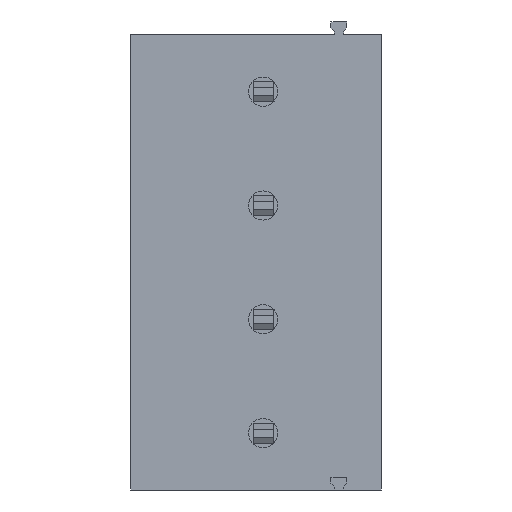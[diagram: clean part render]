
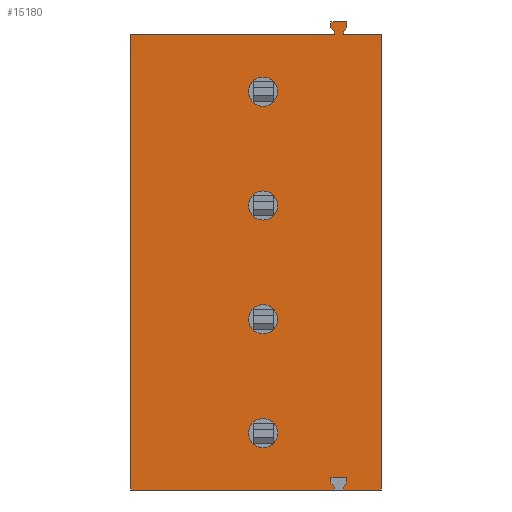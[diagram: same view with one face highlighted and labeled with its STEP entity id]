
A CAD part, front view. The second image highlights one B-rep face of the part: STEP entity #15180.
In plain terms, the highlighted planar face has unit normal (0, -1, 0).
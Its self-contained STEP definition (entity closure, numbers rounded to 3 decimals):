
#7220=CARTESIAN_POINT('',(-34.497,75.486,-2.46));
#7230=VERTEX_POINT('',#7220);
#7260=CARTESIAN_POINT('',(-79.995,75.486,-2.46));
#7270=DIRECTION('',(1.,0.,0.));
#7280=VECTOR('',#7270,1.);
#7290=LINE('',#7260,#7280);
#7300=CARTESIAN_POINT('',(-36.19,75.486,-2.46));
#7310=VERTEX_POINT('',#7300);
#7320=EDGE_CURVE('',#7310,#7230,#7290,.T.);
#7450=CARTESIAN_POINT('',(-36.604,75.486,-2.46));
#7460=VERTEX_POINT('',#7450);
#7490=CARTESIAN_POINT('',(-45.697,75.486,-2.46));
#7500=VERTEX_POINT('',#7490);
#7510=EDGE_CURVE('',#7500,#7460,#7290,.T.);
#10990=CARTESIAN_POINT('',(-34.497,75.486,-22.78));
#11000=VERTEX_POINT('',#10990);
#11050=CARTESIAN_POINT('',(-34.497,75.486,-10.));
#11060=DIRECTION('',(0.,0.,1.));
#11070=VECTOR('',#11060,1.);
#11080=LINE('',#11050,#11070);
#11090=EDGE_CURVE('',#11000,#7230,#11080,.T.);
#13200=CARTESIAN_POINT('',(-42.954,75.486,
-7.106));
#13210=DIRECTION('',(-0.,-1.,0.));
#13220=DIRECTION('',(-1.,0.,0.));
#13230=AXIS2_PLACEMENT_3D('',#13200,#13210,#13220);
#13240=PLANE('',#13230);
#13250=CARTESIAN_POINT('',(-39.781,75.486,-5.));
#13260=DIRECTION('',(-0.,-1.,0.));
#13270=DIRECTION('',(-1.,0.,0.));
#13280=AXIS2_PLACEMENT_3D('',#13250,#13260,#13270);
#13290=CIRCLE('',#13280,0.65);
#13300=CARTESIAN_POINT('',(-39.131,75.486,-5.));
#13310=VERTEX_POINT('',#13300);
#13320=CARTESIAN_POINT('',(-40.431,75.486,-5.));
#13330=VERTEX_POINT('',#13320);
#13340=EDGE_CURVE('',#13310,#13330,#13290,.T.);
#13350=ORIENTED_EDGE('',*,*,#13340,.F.);
#13360=EDGE_CURVE('',#13330,#13310,#13290,.T.);
#13370=ORIENTED_EDGE('',*,*,#13360,.F.);
#13380=EDGE_LOOP('',(#13370,#13350));
#13390=FACE_BOUND('',#13380,.T.);
#13400=CARTESIAN_POINT('',(-79.995,75.486,-22.78));
#13410=DIRECTION('',(1.,0.,0.));
#13420=VECTOR('',#13410,1.);
#13430=LINE('',#13400,#13420);
#13440=CARTESIAN_POINT('',(-36.19,75.486,-22.78));
#13450=VERTEX_POINT('',#13440);
#13460=EDGE_CURVE('',#13450,#11000,#13430,.T.);
#13470=ORIENTED_EDGE('',*,*,#13460,.T.);
#13480=CARTESIAN_POINT('',(-36.19,75.486,-20.24));
#13490=DIRECTION('',(0.,0.,1.));
#13500=VECTOR('',#13490,1.);
#13510=LINE('',#13480,#13500);
#13520=CARTESIAN_POINT('',(-36.19,75.486,
-22.651));
#13530=VERTEX_POINT('',#13520);
#13540=EDGE_CURVE('',#13450,#13530,#13510,.T.);
#13550=ORIENTED_EDGE('',*,*,#13540,.F.);
#13560=CARTESIAN_POINT('',(-34.163,75.486,-20.24));
#13570=DIRECTION('',(0.644,0.,0.765));
#13580=VECTOR('',#13570,1.);
#13590=LINE('',#13560,#13580);
#13600=CARTESIAN_POINT('',(-36.04,75.486,
-22.473));
#13610=VERTEX_POINT('',#13600);
#13620=EDGE_CURVE('',#13530,#13610,#13590,.T.);
#13630=ORIENTED_EDGE('',*,*,#13620,.F.);
#13640=CARTESIAN_POINT('',(-36.04,75.486,-20.24));
#13650=DIRECTION('',(0.,0.,1.));
#13660=VECTOR('',#13650,1.);
#13670=LINE('',#13640,#13660);
#13680=CARTESIAN_POINT('',(-36.04,75.486,
-22.21));
#13690=VERTEX_POINT('',#13680);
#13700=EDGE_CURVE('',#13610,#13690,#13670,.T.);
#13710=ORIENTED_EDGE('',*,*,#13700,.F.);
#13720=CARTESIAN_POINT('',(-79.995,75.486,
-22.21));
#13730=DIRECTION('',(-1.,0.,0.));
#13740=VECTOR('',#13730,1.);
#13750=LINE('',#13720,#13740);
#13760=CARTESIAN_POINT('',(-36.754,75.486,
-22.21));
#13770=VERTEX_POINT('',#13760);
#13780=EDGE_CURVE('',#13690,#13770,#13750,.T.);
#13790=ORIENTED_EDGE('',*,*,#13780,.F.);
#13800=CARTESIAN_POINT('',(-36.754,75.486,-20.24));
#13810=DIRECTION('',(0.,0.,-1.));
#13820=VECTOR('',#13810,1.);
#13830=LINE('',#13800,#13820);
#13840=CARTESIAN_POINT('',(-36.754,75.486,
-22.473));
#13850=VERTEX_POINT('',#13840);
#13860=EDGE_CURVE('',#13770,#13850,#13830,.T.);
#13870=ORIENTED_EDGE('',*,*,#13860,.F.);
#13880=CARTESIAN_POINT('',(-38.632,75.486,-20.24));
#13890=DIRECTION('',(0.644,0.,-0.765));
#13900=VECTOR('',#13890,1.);
#13910=LINE('',#13880,#13900);
#13920=CARTESIAN_POINT('',(-36.604,75.486,
-22.651));
#13930=VERTEX_POINT('',#13920);
#13940=EDGE_CURVE('',#13850,#13930,#13910,.T.);
#13950=ORIENTED_EDGE('',*,*,#13940,.F.);
#13960=CARTESIAN_POINT('',(-36.604,75.486,-20.24));
#13970=DIRECTION('',(0.,0.,-1.));
#13980=VECTOR('',#13970,1.);
#13990=LINE('',#13960,#13980);
#14000=CARTESIAN_POINT('',(-36.604,75.486,-22.78));
#14010=VERTEX_POINT('',#14000);
#14020=EDGE_CURVE('',#13930,#14010,#13990,.T.);
#14030=ORIENTED_EDGE('',*,*,#14020,.F.);
#14040=CARTESIAN_POINT('',(-45.697,75.486,-22.78));
#14050=VERTEX_POINT('',#14040);
#14060=EDGE_CURVE('',#14050,#14010,#13430,.T.);
#14070=ORIENTED_EDGE('',*,*,#14060,.T.);
#14080=CARTESIAN_POINT('',(-45.697,75.486,-10.));
#14090=DIRECTION('',(0.,0.,-1.));
#14100=VECTOR('',#14090,1.);
#14110=LINE('',#14080,#14100);
#14120=EDGE_CURVE('',#7500,#14050,#14110,.T.);
#14130=ORIENTED_EDGE('',*,*,#14120,.T.);
#14140=ORIENTED_EDGE('',*,*,#7510,.F.);
#14150=CARTESIAN_POINT('',(-36.604,75.486,-10.));
#14160=DIRECTION('',(0.,0.,-1.));
#14170=VECTOR('',#14160,1.);
#14180=LINE('',#14150,#14170);
#14190=CARTESIAN_POINT('',(-36.604,75.486,
-2.331));
#14200=VERTEX_POINT('',#14190);
#14210=EDGE_CURVE('',#14200,#7460,#14180,.T.);
#14220=ORIENTED_EDGE('',*,*,#14210,.T.);
#14230=CARTESIAN_POINT('',(-30.156,75.486,-10.));
#14240=DIRECTION('',(0.644,0.,-0.765));
#14250=VECTOR('',#14240,1.);
#14260=LINE('',#14230,#14250);
#14270=CARTESIAN_POINT('',(-36.754,75.486,
-2.153));
#14280=VERTEX_POINT('',#14270);
#14290=EDGE_CURVE('',#14280,#14200,#14260,.T.);
#14300=ORIENTED_EDGE('',*,*,#14290,.T.);
#14310=CARTESIAN_POINT('',(-36.754,75.486,-10.));
#14320=DIRECTION('',(0.,0.,-1.));
#14330=VECTOR('',#14320,1.);
#14340=LINE('',#14310,#14330);
#14350=CARTESIAN_POINT('',(-36.754,75.486,
-1.89));
#14360=VERTEX_POINT('',#14350);
#14370=EDGE_CURVE('',#14360,#14280,#14340,.T.);
#14380=ORIENTED_EDGE('',*,*,#14370,.T.);
#14390=CARTESIAN_POINT('',(-79.995,75.486,
-1.89));
#14400=DIRECTION('',(-1.,0.,0.));
#14410=VECTOR('',#14400,1.);
#14420=LINE('',#14390,#14410);
#14430=CARTESIAN_POINT('',(-36.04,75.486,
-1.89));
#14440=VERTEX_POINT('',#14430);
#14450=EDGE_CURVE('',#14440,#14360,#14420,.T.);
#14460=ORIENTED_EDGE('',*,*,#14450,.T.);
#14470=CARTESIAN_POINT('',(-36.04,75.486,-10.));
#14480=DIRECTION('',(0.,0.,1.));
#14490=VECTOR('',#14480,1.);
#14500=LINE('',#14470,#14490);
#14510=CARTESIAN_POINT('',(-36.04,75.486,
-2.153));
#14520=VERTEX_POINT('',#14510);
#14530=EDGE_CURVE('',#14520,#14440,#14500,.T.);
#14540=ORIENTED_EDGE('',*,*,#14530,.T.);
#14550=CARTESIAN_POINT('',(-42.639,75.486,-10.));
#14560=DIRECTION('',(0.644,0.,0.765));
#14570=VECTOR('',#14560,1.);
#14580=LINE('',#14550,#14570);
#14590=CARTESIAN_POINT('',(-36.19,75.486,
-2.331));
#14600=VERTEX_POINT('',#14590);
#14610=EDGE_CURVE('',#14600,#14520,#14580,.T.);
#14620=ORIENTED_EDGE('',*,*,#14610,.T.);
#14630=CARTESIAN_POINT('',(-36.19,75.486,-10.));
#14640=DIRECTION('',(0.,0.,1.));
#14650=VECTOR('',#14640,1.);
#14660=LINE('',#14630,#14650);
#14670=EDGE_CURVE('',#7310,#14600,#14660,.T.);
#14680=ORIENTED_EDGE('',*,*,#14670,.T.);
#14690=ORIENTED_EDGE('',*,*,#7320,.F.);
#14700=ORIENTED_EDGE('',*,*,#11090,.T.);
#14710=EDGE_LOOP('',(#14700,#14690,#14680,#14620,#14540,#14460,#14380,
#14300,#14220,#14140,#14130,#14070,#14030,#13950,#13870,#13790,#13710,
#13630,#13550,#13470));
#14720=FACE_OUTER_BOUND('',#14710,.T.);
#14730=CARTESIAN_POINT('',(-39.781,75.486,-10.08));
#14740=DIRECTION('',(-0.,-1.,0.));
#14750=DIRECTION('',(-1.,0.,0.));
#14760=AXIS2_PLACEMENT_3D('',#14730,#14740,#14750);
#14770=CIRCLE('',#14760,0.65);
#14780=CARTESIAN_POINT('',(-39.131,75.486,-10.08));
#14790=VERTEX_POINT('',#14780);
#14800=CARTESIAN_POINT('',(-40.431,75.486,-10.08));
#14810=VERTEX_POINT('',#14800);
#14820=EDGE_CURVE('',#14790,#14810,#14770,.T.);
#14830=ORIENTED_EDGE('',*,*,#14820,.F.);
#14840=EDGE_CURVE('',#14810,#14790,#14770,.T.);
#14850=ORIENTED_EDGE('',*,*,#14840,.F.);
#14860=EDGE_LOOP('',(#14850,#14830));
#14870=FACE_BOUND('',#14860,.T.);
#14880=CARTESIAN_POINT('',(-39.781,75.486,-20.24));
#14890=DIRECTION('',(-0.,-1.,0.));
#14900=DIRECTION('',(-1.,0.,0.));
#14910=AXIS2_PLACEMENT_3D('',#14880,#14890,#14900);
#14920=CIRCLE('',#14910,0.65);
#14930=CARTESIAN_POINT('',(-40.431,75.486,-20.24));
#14940=VERTEX_POINT('',#14930);
#14950=CARTESIAN_POINT('',(-39.131,75.486,-20.24));
#14960=VERTEX_POINT('',#14950);
#14970=EDGE_CURVE('',#14940,#14960,#14920,.T.);
#14980=ORIENTED_EDGE('',*,*,#14970,.F.);
#14990=EDGE_CURVE('',#14960,#14940,#14920,.T.);
#15000=ORIENTED_EDGE('',*,*,#14990,.F.);
#15010=EDGE_LOOP('',(#15000,#14980));
#15020=FACE_BOUND('',#15010,.T.);
#15030=CARTESIAN_POINT('',(-39.781,75.486,-15.16));
#15040=DIRECTION('',(-0.,-1.,0.));
#15050=DIRECTION('',(-1.,0.,0.));
#15060=AXIS2_PLACEMENT_3D('',#15030,#15040,#15050);
#15070=CIRCLE('',#15060,0.65);
#15080=CARTESIAN_POINT('',(-39.131,75.486,-15.16));
#15090=VERTEX_POINT('',#15080);
#15100=CARTESIAN_POINT('',(-40.431,75.486,-15.16));
#15110=VERTEX_POINT('',#15100);
#15120=EDGE_CURVE('',#15090,#15110,#15070,.T.);
#15130=ORIENTED_EDGE('',*,*,#15120,.F.);
#15140=EDGE_CURVE('',#15110,#15090,#15070,.T.);
#15150=ORIENTED_EDGE('',*,*,#15140,.F.);
#15160=EDGE_LOOP('',(#15150,#15130));
#15170=FACE_BOUND('',#15160,.T.);
#15180=ADVANCED_FACE('',(#13390,#14720,#14870,#15020,#15170),#13240,.T.)
;
